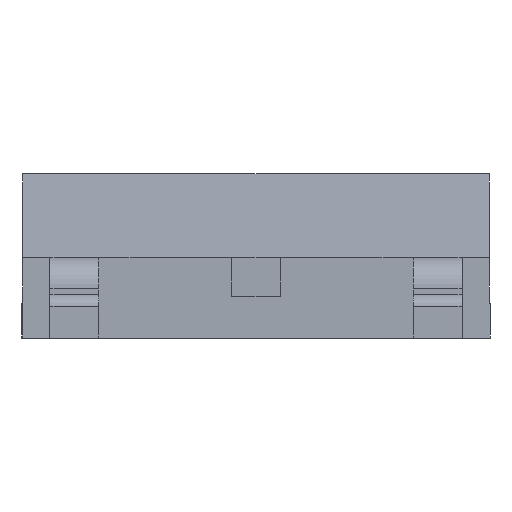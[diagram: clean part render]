
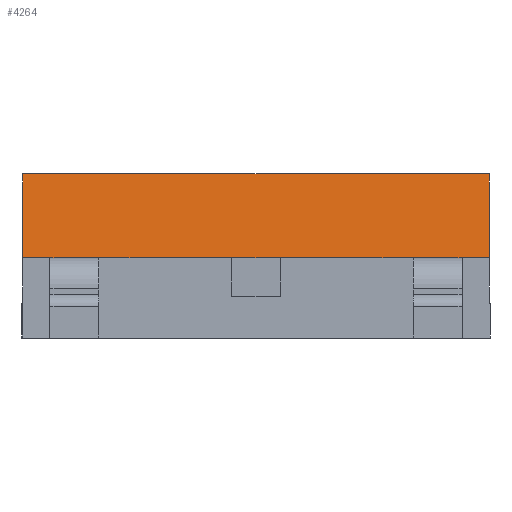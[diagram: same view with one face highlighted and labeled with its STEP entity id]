
A CAD part, front view. The second image highlights one B-rep face of the part: STEP entity #4264.
In plain terms, the highlighted planar face has unit normal (0, -0.993, 0.122).
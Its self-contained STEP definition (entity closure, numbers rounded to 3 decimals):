
#3111=CARTESIAN_POINT('',(-18.71,-1.44,2.35));
#3112=VERTEX_POINT('',#3111);
#3113=CARTESIAN_POINT('',(-25.39,-1.44,2.35));
#3114=VERTEX_POINT('',#3113);
#3115=CARTESIAN_POINT('',(-18.71,-1.44,2.35));
#3116=DIRECTION('',(-1.0,0.0,0.0));
#3117=VECTOR('',#3116,6.68);
#3118=LINE('',#3115,#3117);
#3119=EDGE_CURVE('',#3112,#3114,#3118,.T.);
#3267=CARTESIAN_POINT('',(-21.7,-1.588,1.15));
#3268=VERTEX_POINT('',#3267);
#3275=CARTESIAN_POINT('',(-22.4,-1.588,1.15));
#3276=VERTEX_POINT('',#3275);
#3277=CARTESIAN_POINT('',(-22.4,-1.588,1.15));
#3278=DIRECTION('',(1.0,0.0,0.0));
#3279=VECTOR('',#3278,0.7);
#3280=LINE('',#3277,#3279);
#3281=EDGE_CURVE('',#3276,#3268,#3280,.T.);
#3396=CARTESIAN_POINT('',(-24.3,-1.588,1.15));
#3397=VERTEX_POINT('',#3396);
#3398=CARTESIAN_POINT('',(-24.3,-1.588,1.15));
#3399=DIRECTION('',(1.0,0.0,0.0));
#3400=VECTOR('',#3399,1.9);
#3401=LINE('',#3398,#3400);
#3402=EDGE_CURVE('',#3397,#3276,#3401,.T.);
#3420=CARTESIAN_POINT('',(-25.0,-1.588,1.15));
#3421=VERTEX_POINT('',#3420);
#3428=CARTESIAN_POINT('',(-25.39,-1.588,1.15));
#3429=VERTEX_POINT('',#3428);
#3430=CARTESIAN_POINT('',(-25.39,-1.588,1.15));
#3431=DIRECTION('',(1.0,0.0,0.0));
#3432=VECTOR('',#3431,0.39);
#3433=LINE('',#3430,#3432);
#3434=EDGE_CURVE('',#3429,#3421,#3433,.T.);
#3484=CARTESIAN_POINT('',(-18.71,-1.588,1.15));
#3485=VERTEX_POINT('',#3484);
#3492=CARTESIAN_POINT('',(-19.1,-1.588,1.15));
#3493=VERTEX_POINT('',#3492);
#3494=CARTESIAN_POINT('',(-19.1,-1.588,1.15));
#3495=DIRECTION('',(1.0,0.0,0.0));
#3496=VECTOR('',#3495,0.39);
#3497=LINE('',#3494,#3496);
#3498=EDGE_CURVE('',#3493,#3485,#3497,.T.);
#3516=CARTESIAN_POINT('',(-19.8,-1.588,1.15));
#3517=VERTEX_POINT('',#3516);
#3524=CARTESIAN_POINT('',(-21.7,-1.588,1.15));
#3525=DIRECTION('',(1.0,0.0,0.0));
#3526=VECTOR('',#3525,1.9);
#3527=LINE('',#3524,#3526);
#3528=EDGE_CURVE('',#3268,#3517,#3527,.T.);
#4162=CARTESIAN_POINT('',(-19.8,-1.588,1.15));
#4163=DIRECTION('',(1.0,0.0,0.0));
#4164=VECTOR('',#4163,0.7);
#4165=LINE('',#4162,#4164);
#4166=EDGE_CURVE('',#3517,#3493,#4165,.T.);
#4227=CARTESIAN_POINT('',(-25.0,-1.588,1.15));
#4228=DIRECTION('',(1.0,0.0,0.0));
#4229=VECTOR('',#4228,0.7);
#4230=LINE('',#4227,#4229);
#4231=EDGE_CURVE('',#3421,#3397,#4230,.T.);
#4237=CARTESIAN_POINT('',(-20.375,-1.514,1.75));
#4238=DIRECTION('',(0.,-0.993,0.122));
#4239=DIRECTION('',(0.0,-0.122,-0.993));
#4240=AXIS2_PLACEMENT_3D('',#4237,#4238,#4239);
#4241=PLANE('',#4240);
#4242=CARTESIAN_POINT('',(-25.39,-1.44,2.35));
#4243=DIRECTION('',(0.0,-0.122,-0.993));
#4244=VECTOR('',#4243,1.209);
#4245=LINE('',#4242,#4244);
#4246=EDGE_CURVE('',#3114,#3429,#4245,.T.);
#4247=ORIENTED_EDGE('',*,*,#4246,.T.);
#4248=ORIENTED_EDGE('',*,*,#3434,.T.);
#4249=ORIENTED_EDGE('',*,*,#4231,.T.);
#4250=ORIENTED_EDGE('',*,*,#3402,.T.);
#4251=ORIENTED_EDGE('',*,*,#3281,.T.);
#4252=ORIENTED_EDGE('',*,*,#3528,.T.);
#4253=ORIENTED_EDGE('',*,*,#4166,.T.);
#4254=ORIENTED_EDGE('',*,*,#3498,.T.);
#4255=CARTESIAN_POINT('',(-18.71,-1.587,1.15));
#4256=DIRECTION('',(0.0,0.122,0.993));
#4257=VECTOR('',#4256,1.209);
#4258=LINE('',#4255,#4257);
#4259=EDGE_CURVE('',#3485,#3112,#4258,.T.);
#4260=ORIENTED_EDGE('',*,*,#4259,.T.);
#4261=ORIENTED_EDGE('',*,*,#3119,.T.);
#4262=EDGE_LOOP('',(#4247,#4248,#4249,#4250,#4251,#4252,#4253,#4254,#4260,#4261));
#4263=FACE_OUTER_BOUND('',#4262,.T.);
#4264=ADVANCED_FACE('',(#4263),#4241,.T.);
